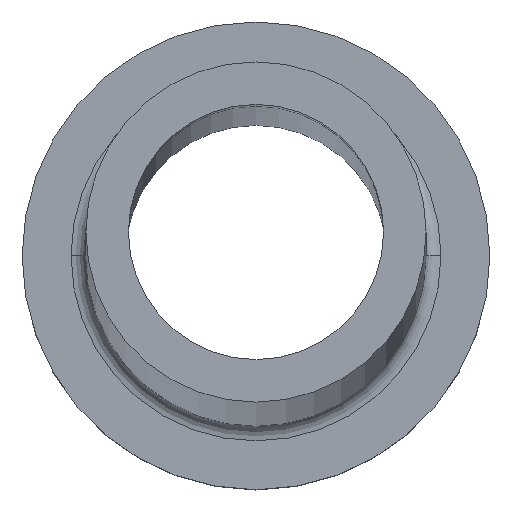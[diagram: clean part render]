
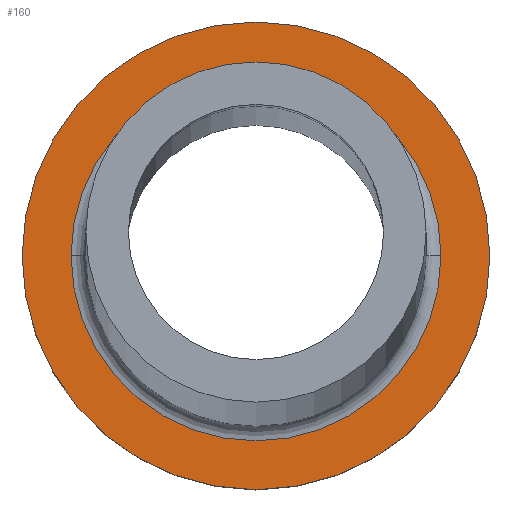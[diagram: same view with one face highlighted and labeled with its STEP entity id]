
A CAD part, top view. The second image highlights one B-rep face of the part: STEP entity #160.
In plain terms, the highlighted planar face has unit normal (0, 0, 1).
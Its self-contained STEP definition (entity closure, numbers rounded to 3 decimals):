
#2 = VERTEX_POINT ( 'NONE', #257 ) ;
#21 = AXIS2_PLACEMENT_3D ( 'NONE', #374, #38, #426 ) ;
#32 = CIRCLE ( 'NONE', #350, 11. ) ;
#38 = DIRECTION ( 'NONE',  ( 0., 0., 1. ) ) ;
#48 = FACE_OUTER_BOUND ( 'NONE', #367, .T. ) ;
#49 = EDGE_CURVE ( 'NONE', #422, #2, #453, .T. ) ;
#54 = ORIENTED_EDGE ( 'NONE', *, *, #296, .T. ) ;
#58 = EDGE_CURVE ( 'NONE', #263, #208, #343, .T. ) ;
#65 = DIRECTION ( 'NONE',  ( 1., 0., 0. ) ) ;
#69 = AXIS2_PLACEMENT_3D ( 'NONE', #173, #181, #65 ) ;
#80 = EDGE_CURVE ( 'NONE', #208, #263, #247, .T. ) ;
#111 = CARTESIAN_POINT ( 'NONE',  ( 0., 0., 7. ) ) ;
#120 = EDGE_LOOP ( 'NONE', ( #433, #190 ) ) ;
#134 = ORIENTED_EDGE ( 'NONE', *, *, #49, .T. ) ;
#160 = ADVANCED_FACE ( 'NONE', ( #361, #48 ), #396, .T. ) ;
#173 = CARTESIAN_POINT ( 'NONE',  ( 0., 0., 7. ) ) ;
#181 = DIRECTION ( 'NONE',  ( 0., 0., -1. ) ) ;
#190 = ORIENTED_EDGE ( 'NONE', *, *, #58, .T. ) ;
#206 = AXIS2_PLACEMENT_3D ( 'NONE', #258, #319, #273 ) ;
#208 = VERTEX_POINT ( 'NONE', #316 ) ;
#247 = CIRCLE ( 'NONE', #69, 8.7 ) ;
#257 = CARTESIAN_POINT ( 'NONE',  ( 11., 0., 7. ) ) ;
#258 = CARTESIAN_POINT ( 'NONE',  ( 0., 0., 7. ) ) ;
#263 = VERTEX_POINT ( 'NONE', #291 ) ;
#273 = DIRECTION ( 'NONE',  ( 1., 0., 0. ) ) ;
#275 = DIRECTION ( 'NONE',  ( 0., 0., -1. ) ) ;
#291 = CARTESIAN_POINT ( 'NONE',  ( -8.7, 0., 7. ) ) ;
#296 = EDGE_CURVE ( 'NONE', #2, #422, #32, .T. ) ;
#316 = CARTESIAN_POINT ( 'NONE',  ( 8.7, 0., 7. ) ) ;
#319 = DIRECTION ( 'NONE',  ( 0., 0., 1. ) ) ;
#343 = CIRCLE ( 'NONE', #432, 8.7 ) ;
#348 = CARTESIAN_POINT ( 'NONE',  ( -11., 0., 7. ) ) ;
#350 = AXIS2_PLACEMENT_3D ( 'NONE', #111, #383, #372 ) ;
#361 = FACE_BOUND ( 'NONE', #120, .T. ) ;
#367 = EDGE_LOOP ( 'NONE', ( #134, #54 ) ) ;
#372 = DIRECTION ( 'NONE',  ( 1., 0., 0. ) ) ;
#374 = CARTESIAN_POINT ( 'NONE',  ( 0., 0., 7. ) ) ;
#383 = DIRECTION ( 'NONE',  ( 0., 0., 1. ) ) ;
#396 = PLANE ( 'NONE',  #21 ) ;
#397 = DIRECTION ( 'NONE',  ( 1., 0., 0. ) ) ;
#422 = VERTEX_POINT ( 'NONE', #348 ) ;
#426 = DIRECTION ( 'NONE',  ( 1., 0., 0. ) ) ;
#432 = AXIS2_PLACEMENT_3D ( 'NONE', #437, #275, #397 ) ;
#433 = ORIENTED_EDGE ( 'NONE', *, *, #80, .T. ) ;
#437 = CARTESIAN_POINT ( 'NONE',  ( 0., 0., 7. ) ) ;
#453 = CIRCLE ( 'NONE', #206, 11. ) ;
